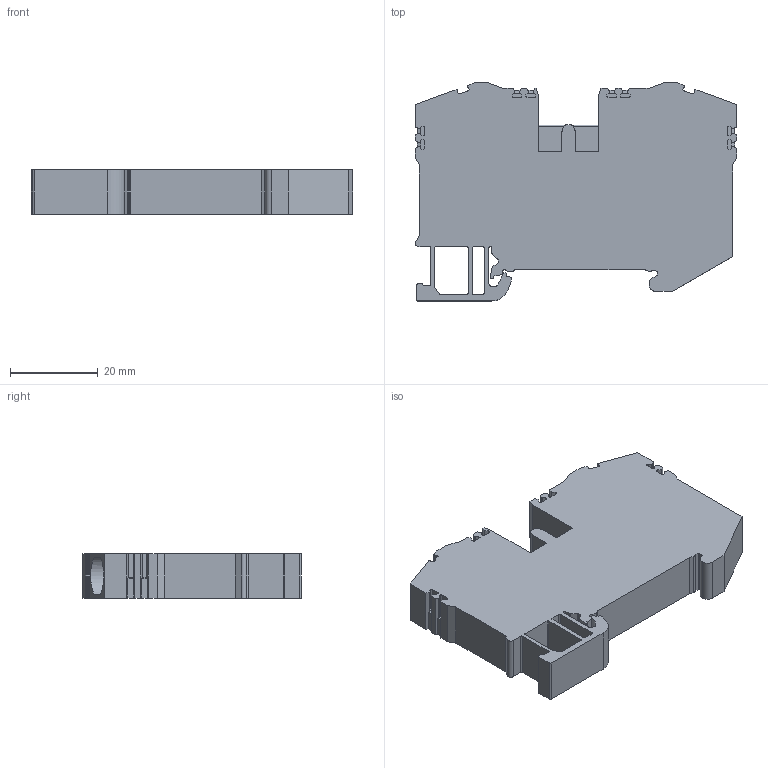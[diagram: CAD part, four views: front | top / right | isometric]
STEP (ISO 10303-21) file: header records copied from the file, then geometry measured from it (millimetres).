
FILE_DESCRIPTION(/* description */ (''),/* implementation_level */ '2;1');
FILE_NAME(/* name */ '3597_ZRK10_2A_iso.stp',/* time_stamp */ '2011-08-04T09:57:17+02:00',/* author */ (''),/* organization */ (''),/* preprocessor_version */ 'ST-DEVELOPER v11',/* originating_system */ 'SIEMENS UGS NX 6.0',/* authorisation */ '');
FILE_SCHEMA (('CONFIG_CONTROL_DESIGN'));
Length unit declared in the file: millimetre
Products named in the file (1): 3597_ZRK10_2A_iso
Bounding box: 73.5 x 49.8 x 10.1 mm (x, y, z)
Volume: 26395.3 mm3; surface area: 10815.8 mm2
Topology: 1 solids, 1 shells, 334 faces, 980 edges, 654 vertices
Faces by surface type: plane 248, cylinder 86
Full cylindrical faces by diameter (mm): 2.4 x2
Entity records: 11199 total; most frequent: CARTESIAN_POINT 2092, ORIENTED_EDGE 1960, DIRECTION 1789, EDGE_CURVE 980, LINE 783, VECTOR 783, VERTEX_POINT 658, AXIS2_PLACEMENT_3D 503
